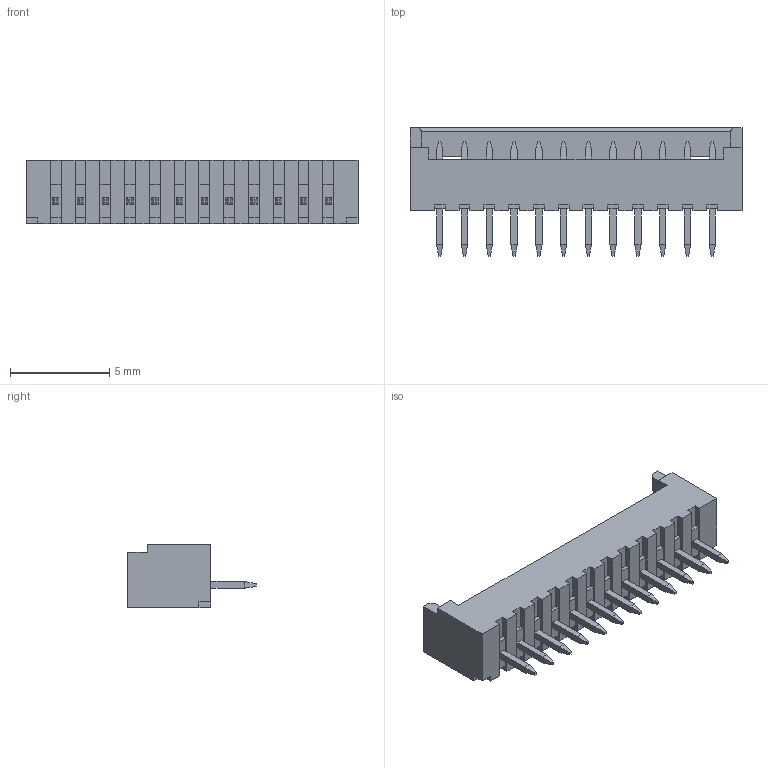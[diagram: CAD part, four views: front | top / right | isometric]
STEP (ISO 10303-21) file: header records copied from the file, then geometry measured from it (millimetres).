
FILE_DESCRIPTION(('STEP AP214'),'1');
FILE_NAME('53047-1210_5726.stp','2020-10-07T19:35:57',('TraceParts'),('TraceParts S.A.'),'Spatial InterOp 3D',' ',' ');
FILE_SCHEMA(('AUTOMOTIVE_DESIGN { 1 0 10303 214 1 1 1 1 }'));
Length unit declared in the file: millimetre
Products named in the file (1): 53047-1210_5726_25
Bounding box: 16.75 x 6.5 x 3.2 mm (x, y, z)
Surface area: 430.8 mm2 (no closed solid volume)
Topology: 0 solids, 364 shells, 364 faces, 1952 edges, 1976 vertices
Faces by surface type: plane 360, cylinder 4
Entity records: 21582 total; most frequent: CARTESIAN_POINT 4681, DIRECTION 3434, ORIENTED_EDGE 1928, EDGE_CURVE 1928, VERTEX_POINT 1928, LINE 1912, VECTOR 1912, AXIS2_PLACEMENT_3D 761
